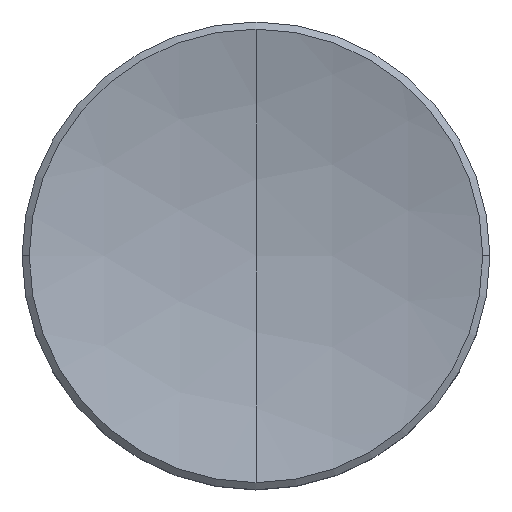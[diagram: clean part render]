
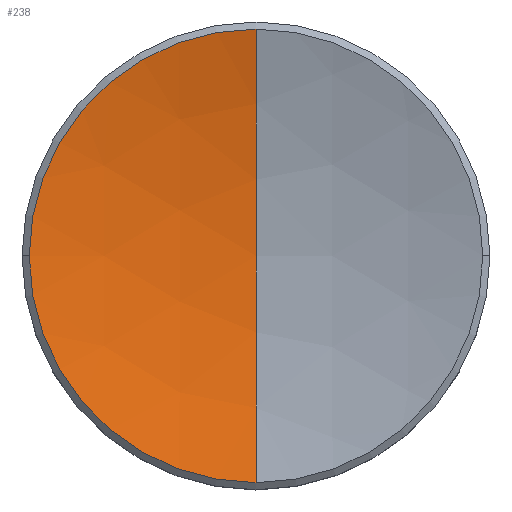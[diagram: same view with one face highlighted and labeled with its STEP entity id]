
A CAD part, top view. The second image highlights one B-rep face of the part: STEP entity #238.
In plain terms, the highlighted spherical face has radius 24 mm.
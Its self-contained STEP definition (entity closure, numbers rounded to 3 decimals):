
#217 = ORIENTED_EDGE ( 'NONE', *, *, #219, .T. ) ;
#218 = EDGE_CURVE ( 'NONE', #233, #221, #2126, .T. ) ;
#219 = EDGE_CURVE ( 'NONE', #223, #221, #2257, .T. ) ;
#221 = VERTEX_POINT ( 'NONE', #2213 ) ;
#222 = ORIENTED_EDGE ( 'NONE', *, *, #218, .F. ) ;
#223 = VERTEX_POINT ( 'NONE', #2211 ) ;
#225 = ORIENTED_EDGE ( 'NONE', *, *, #226, .T. ) ;
#226 = EDGE_CURVE ( 'NONE', #243, #223, #2165, .T. ) ;
#227 = ORIENTED_EDGE ( 'NONE', *, *, #255, .T. ) ;
#233 = VERTEX_POINT ( 'NONE', #2174 ) ;
#238 = ADVANCED_FACE ( 'NONE', ( #2152 ), #2150, .F. ) ;
#239 = EDGE_LOOP ( 'NONE', ( #227, #225, #217, #222 ) ) ;
#243 = VERTEX_POINT ( 'NONE', #2224 ) ;
#255 = EDGE_CURVE ( 'NONE', #233, #243, #2271, .T. ) ;
#2126 = CIRCLE ( 'NONE', #2175, 24. ) ;
#2150 = SPHERICAL_SURFACE ( 'NONE', #2292, 24. ) ;
#2152 = FACE_OUTER_BOUND ( 'NONE', #239, .T. ) ;
#2165 = CIRCLE ( 'NONE', #2214, 6.156 ) ;
#2169 = DIRECTION ( 'NONE',  ( 0., 1., 0. ) ) ;
#2170 = DIRECTION ( 'NONE',  ( 1., 0., 0. ) ) ;
#2173 = CARTESIAN_POINT ( 'NONE',  ( 0., 0., 25.5 ) ) ;
#2174 = CARTESIAN_POINT ( 'NONE',  ( 0., 6.156, 2.303 ) ) ;
#2175 = AXIS2_PLACEMENT_3D ( 'NONE', #2218, #2217, #2216 ) ;
#2194 = DIRECTION ( 'NONE',  ( 1., 0., 0. ) ) ;
#2211 = CARTESIAN_POINT ( 'NONE',  ( 0., -6.156, 2.303 ) ) ;
#2213 = CARTESIAN_POINT ( 'NONE',  ( 0., 0., 1.5 ) ) ;
#2214 = AXIS2_PLACEMENT_3D ( 'NONE', #2298, #2297, #2296 ) ;
#2215 = AXIS2_PLACEMENT_3D ( 'NONE', #2173, #2170, #2169 ) ;
#2216 = DIRECTION ( 'NONE',  ( 0., 0., 1. ) ) ;
#2217 = DIRECTION ( 'NONE',  ( -1., 0., 0. ) ) ;
#2218 = CARTESIAN_POINT ( 'NONE',  ( 0., 0., 25.5 ) ) ;
#2223 = AXIS2_PLACEMENT_3D ( 'NONE', #2272, #2246, #2194 ) ;
#2224 = CARTESIAN_POINT ( 'NONE',  ( -6.156, 0., 2.303 ) ) ;
#2230 = DIRECTION ( 'NONE',  ( 0., 1., 0. ) ) ;
#2233 = DIRECTION ( 'NONE',  ( 1., 0., 0. ) ) ;
#2234 = CARTESIAN_POINT ( 'NONE',  ( 0., 0., 25.5 ) ) ;
#2246 = DIRECTION ( 'NONE',  ( 0., 0., 1. ) ) ;
#2257 = CIRCLE ( 'NONE', #2215, 24. ) ;
#2271 = CIRCLE ( 'NONE', #2223, 6.156 ) ;
#2272 = CARTESIAN_POINT ( 'NONE',  ( 0., 0., 2.303 ) ) ;
#2292 = AXIS2_PLACEMENT_3D ( 'NONE', #2234, #2233, #2230 ) ;
#2296 = DIRECTION ( 'NONE',  ( 1., 0., 0. ) ) ;
#2297 = DIRECTION ( 'NONE',  ( 0., 0., 1. ) ) ;
#2298 = CARTESIAN_POINT ( 'NONE',  ( 0., 0., 2.303 ) ) ;
